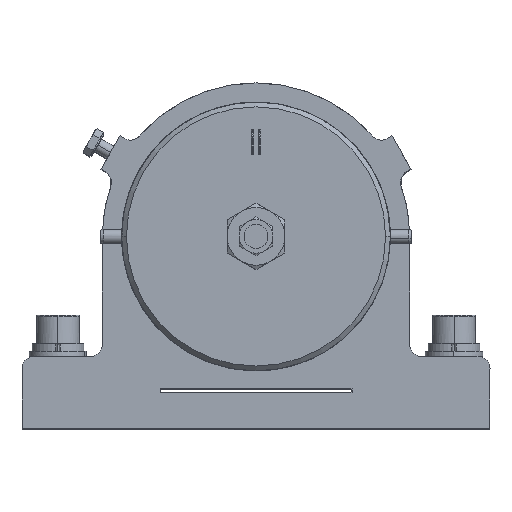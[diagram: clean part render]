
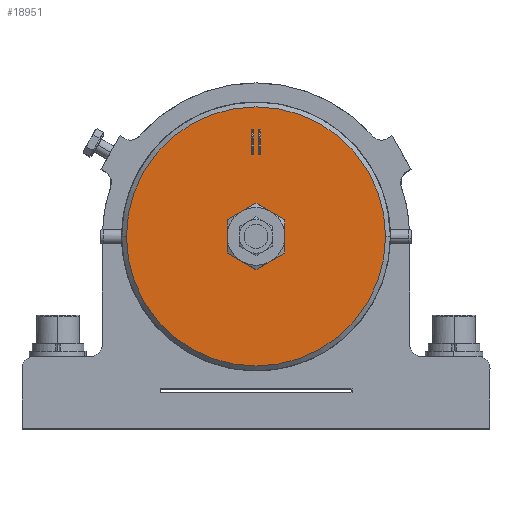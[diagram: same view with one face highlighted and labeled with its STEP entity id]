
A CAD part, top view. The second image highlights one B-rep face of the part: STEP entity #18951.
In plain terms, the highlighted planar face has unit normal (0, 0, 1).
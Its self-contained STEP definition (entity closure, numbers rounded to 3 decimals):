
#158 = VERTEX_POINT ( 'NONE', #70298 ) ;
#339 = VECTOR ( 'NONE', #7127, 1000. ) ;
#440 = CARTESIAN_POINT ( 'NONE',  ( -1.5, 109., 160.45 ) ) ;
#471 = CIRCLE ( 'NONE', #44234, 54. ) ;
#600 = CARTESIAN_POINT ( 'NONE',  ( 1.5, 109., 160.45 ) ) ;
#1689 = DIRECTION ( 'NONE',  ( 0., 0., -1. ) ) ;
#2446 = CARTESIAN_POINT ( 'NONE',  ( -1., 109., 160.45 ) ) ;
#2640 = AXIS2_PLACEMENT_3D ( 'NONE', #73469, #9190, #49175 ) ;
#4305 = ORIENTED_EDGE ( 'NONE', *, *, #58010, .F. ) ;
#5010 = EDGE_CURVE ( 'NONE', #49946, #23164, #471, .T. ) ;
#5135 = ORIENTED_EDGE ( 'NONE', *, *, #36715, .F. ) ;
#5544 = EDGE_CURVE ( 'NONE', #23164, #49946, #11354, .T. ) ;
#5547 = ORIENTED_EDGE ( 'NONE', *, *, #69386, .F. ) ;
#5648 = AXIS2_PLACEMENT_3D ( 'NONE', #60790, #7107, #30988 ) ;
#6122 = CARTESIAN_POINT ( 'NONE',  ( 0., 65., 160.45 ) ) ;
#6580 = VERTEX_POINT ( 'NONE', #7103 ) ;
#7103 = CARTESIAN_POINT ( 'NONE',  ( 1., 109., 160.45 ) ) ;
#7107 = DIRECTION ( 'NONE',  ( 0., 0., -1. ) ) ;
#7127 = DIRECTION ( 'NONE',  ( 0.866, -0.5, 0. ) ) ;
#7586 = ORIENTED_EDGE ( 'NONE', *, *, #26737, .F. ) ;
#9104 = CARTESIAN_POINT ( 'NONE',  ( 0., 65., 160.45 ) ) ;
#9190 = DIRECTION ( 'NONE',  ( 0., 0., 1. ) ) ;
#10781 = VECTOR ( 'NONE', #69828, 1000. ) ;
#10891 = EDGE_CURVE ( 'NONE', #40005, #76738, #16302, .T. ) ;
#11026 = CARTESIAN_POINT ( 'NONE',  ( 0., 78.856, 160.45 ) ) ;
#11354 = CIRCLE ( 'NONE', #55150, 54. ) ;
#11822 = AXIS2_PLACEMENT_3D ( 'NONE', #600, #72283, #71902 ) ;
#14542 = LINE ( 'NONE', #25513, #339 ) ;
#16302 = LINE ( 'NONE', #33557, #23717 ) ;
#16976 = DIRECTION ( 'NONE',  ( 0., -1., 0. ) ) ;
#18883 = CIRCLE ( 'NONE', #2640, 0.5 ) ;
#18951 = ADVANCED_FACE ( 'NONE', ( #54530, #37640, #42749, #72930 ), #66669, .F. ) ;
#21270 = VECTOR ( 'NONE', #32886, 1000. ) ;
#22020 = CARTESIAN_POINT ( 'NONE',  ( 12., 71.928, 160.45 ) ) ;
#23164 = VERTEX_POINT ( 'NONE', #74387 ) ;
#23270 = VECTOR ( 'NONE', #24930, 1000. ) ;
#23717 = VECTOR ( 'NONE', #70385, 1000. ) ;
#24930 = DIRECTION ( 'NONE',  ( 0., 1., 0. ) ) ;
#25513 = CARTESIAN_POINT ( 'NONE',  ( -12., 58.072, 160.45 ) ) ;
#26737 = EDGE_CURVE ( 'NONE', #33562, #42968, #60982, .T. ) ;
#27977 = LINE ( 'NONE', #34242, #66502 ) ;
#30988 = DIRECTION ( 'NONE',  ( -1., 0., 0. ) ) ;
#31332 = LINE ( 'NONE', #37220, #21270 ) ;
#31986 = CIRCLE ( 'NONE', #75825, 0.5 ) ;
#32886 = DIRECTION ( 'NONE',  ( 0.866, 0.5, 0. ) ) ;
#33549 = ORIENTED_EDGE ( 'NONE', *, *, #5010, .F. ) ;
#33557 = CARTESIAN_POINT ( 'NONE',  ( 0., 78.856, 160.45 ) ) ;
#33562 = VERTEX_POINT ( 'NONE', #39270 ) ;
#34242 = CARTESIAN_POINT ( 'NONE',  ( -12., 71.928, 160.45 ) ) ;
#34487 = CARTESIAN_POINT ( 'NONE',  ( 0., 51.144, 160.45 ) ) ;
#35920 = ORIENTED_EDGE ( 'NONE', *, *, #10891, .F. ) ;
#36286 = EDGE_LOOP ( 'NONE', ( #51113, #43276 ) ) ;
#36686 = CARTESIAN_POINT ( 'NONE',  ( 12., 58.072, 160.45 ) ) ;
#36715 = EDGE_CURVE ( 'NONE', #77434, #55058, #31986, .T. ) ;
#37220 = CARTESIAN_POINT ( 'NONE',  ( 0., 51.144, 160.45 ) ) ;
#37394 = CARTESIAN_POINT ( 'NONE',  ( 12., 71.928, 160.45 ) ) ;
#37640 = FACE_BOUND ( 'NONE', #36286, .T. ) ;
#38873 = DIRECTION ( 'NONE',  ( 0., 0., -1. ) ) ;
#39270 = CARTESIAN_POINT ( 'NONE',  ( 12., 58.072, 160.45 ) ) ;
#39815 = EDGE_CURVE ( 'NONE', #42968, #40005, #75723, .T. ) ;
#39977 = DIRECTION ( 'NONE',  ( -1., 0., 0. ) ) ;
#40005 = VERTEX_POINT ( 'NONE', #11026 ) ;
#42749 = FACE_OUTER_BOUND ( 'NONE', #52827, .T. ) ;
#42968 = VERTEX_POINT ( 'NONE', #37394 ) ;
#43057 = CARTESIAN_POINT ( 'NONE',  ( -12., 58.072, 160.45 ) ) ;
#43276 = ORIENTED_EDGE ( 'NONE', *, *, #45838, .F. ) ;
#44234 = AXIS2_PLACEMENT_3D ( 'NONE', #6122, #1689, #74175 ) ;
#45053 = CARTESIAN_POINT ( 'NONE',  ( -2., 109., 160.45 ) ) ;
#45838 = EDGE_CURVE ( 'NONE', #158, #6580, #56929, .T. ) ;
#48228 = DIRECTION ( 'NONE',  ( 0., 0., 1. ) ) ;
#49175 = DIRECTION ( 'NONE',  ( -1., 0., 0. ) ) ;
#49770 = ORIENTED_EDGE ( 'NONE', *, *, #39815, .F. ) ;
#49946 = VERTEX_POINT ( 'NONE', #76473 ) ;
#50561 = EDGE_CURVE ( 'NONE', #63751, #33562, #31332, .T. ) ;
#51113 = ORIENTED_EDGE ( 'NONE', *, *, #52126, .F. ) ;
#51990 = ORIENTED_EDGE ( 'NONE', *, *, #58447, .F. ) ;
#52126 = EDGE_CURVE ( 'NONE', #6580, #158, #76331, .T. ) ;
#52827 = EDGE_LOOP ( 'NONE', ( #70703, #33549 ) ) ;
#54530 = FACE_BOUND ( 'NONE', #54843, .T. ) ;
#54843 = EDGE_LOOP ( 'NONE', ( #5135, #4305 ) ) ;
#55058 = VERTEX_POINT ( 'NONE', #2446 ) ;
#55150 = AXIS2_PLACEMENT_3D ( 'NONE', #9104, #38873, #56916 ) ;
#56916 = DIRECTION ( 'NONE',  ( -1., 0., 0. ) ) ;
#56929 = CIRCLE ( 'NONE', #11822, 0.5 ) ;
#58010 = EDGE_CURVE ( 'NONE', #55058, #77434, #18883, .T. ) ;
#58447 = EDGE_CURVE ( 'NONE', #76738, #67103, #27977, .T. ) ;
#58812 = AXIS2_PLACEMENT_3D ( 'NONE', #63123, #69393, #39977 ) ;
#58846 = EDGE_LOOP ( 'NONE', ( #49770, #7586, #61015, #5547, #51990, #35920 ) ) ;
#60790 = CARTESIAN_POINT ( 'NONE',  ( 54., 65., 160.45 ) ) ;
#60982 = LINE ( 'NONE', #36686, #23270 ) ;
#61015 = ORIENTED_EDGE ( 'NONE', *, *, #50561, .F. ) ;
#63123 = CARTESIAN_POINT ( 'NONE',  ( 1.5, 109., 160.45 ) ) ;
#63751 = VERTEX_POINT ( 'NONE', #34487 ) ;
#66502 = VECTOR ( 'NONE', #16976, 1000. ) ;
#66669 = PLANE ( 'NONE',  #5648 ) ;
#67103 = VERTEX_POINT ( 'NONE', #43057 ) ;
#68196 = CARTESIAN_POINT ( 'NONE',  ( -12., 71.928, 160.45 ) ) ;
#69386 = EDGE_CURVE ( 'NONE', #67103, #63751, #14542, .T. ) ;
#69393 = DIRECTION ( 'NONE',  ( 0., 0., 1. ) ) ;
#69828 = DIRECTION ( 'NONE',  ( -0.866, 0.5, 0. ) ) ;
#70298 = CARTESIAN_POINT ( 'NONE',  ( 2., 109., 160.45 ) ) ;
#70385 = DIRECTION ( 'NONE',  ( -0.866, -0.5, 0. ) ) ;
#70703 = ORIENTED_EDGE ( 'NONE', *, *, #5544, .F. ) ;
#71902 = DIRECTION ( 'NONE',  ( -1., 0., 0. ) ) ;
#72123 = DIRECTION ( 'NONE',  ( -1., 0., 0. ) ) ;
#72283 = DIRECTION ( 'NONE',  ( 0., 0., 1. ) ) ;
#72930 = FACE_BOUND ( 'NONE', #58846, .T. ) ;
#73469 = CARTESIAN_POINT ( 'NONE',  ( -1.5, 109., 160.45 ) ) ;
#74175 = DIRECTION ( 'NONE',  ( -1., 0., 0. ) ) ;
#74387 = CARTESIAN_POINT ( 'NONE',  ( -54., 65., 160.45 ) ) ;
#75723 = LINE ( 'NONE', #22020, #10781 ) ;
#75825 = AXIS2_PLACEMENT_3D ( 'NONE', #440, #48228, #72123 ) ;
#76331 = CIRCLE ( 'NONE', #58812, 0.5 ) ;
#76473 = CARTESIAN_POINT ( 'NONE',  ( 54., 65., 160.45 ) ) ;
#76738 = VERTEX_POINT ( 'NONE', #68196 ) ;
#77434 = VERTEX_POINT ( 'NONE', #45053 ) ;
